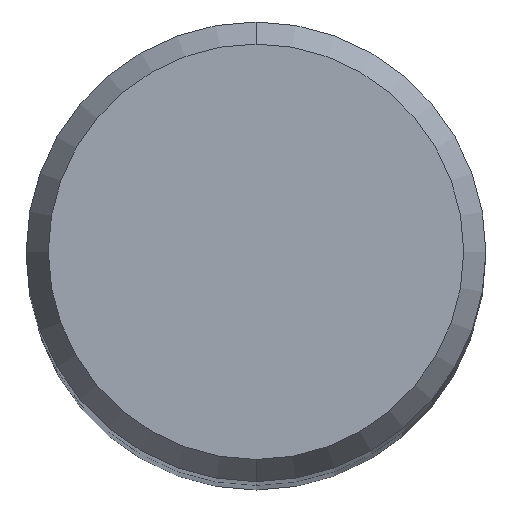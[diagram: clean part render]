
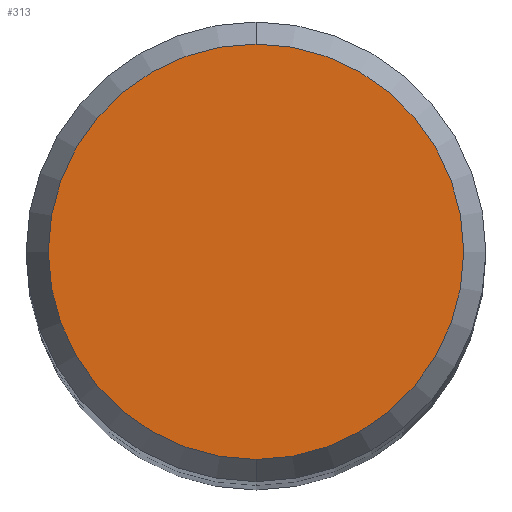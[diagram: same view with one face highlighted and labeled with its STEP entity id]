
A CAD part, top view. The second image highlights one B-rep face of the part: STEP entity #313.
In plain terms, the highlighted planar face has unit normal (0, 0, 1).
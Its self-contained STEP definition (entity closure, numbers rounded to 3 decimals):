
#281=EDGE_CURVE('',#349,#425,#583,.T.);
#313=ADVANCED_FACE('',(#618),#619,.T.);
#349=VERTEX_POINT('',#660);
#407=EDGE_CURVE('',#425,#349,#723,.T.);
#425=VERTEX_POINT('',#743);
#583=CIRCLE('',#1064,5.423);
#618=FACE_OUTER_BOUND('',#1108,.T.);
#619=PLANE('',#1109);
#660=CARTESIAN_POINT('',(0.,-5.423,54.913));
#723=CIRCLE('',#1329,5.423);
#743=CARTESIAN_POINT('',(0.0,5.423,54.913));
#1064=AXIS2_PLACEMENT_3D('',#1534,#1535,#1536);
#1108=EDGE_LOOP('',(#1576,#1577));
#1109=AXIS2_PLACEMENT_3D('',#1578,#1579,#1580);
#1329=AXIS2_PLACEMENT_3D('',#1704,#1705,#1706);
#1534=CARTESIAN_POINT('',(0.0,0.0,54.913));
#1535=DIRECTION('',(0.0,0.0,-1.0));
#1536=DIRECTION('',(0.0,1.0,0.0));
#1576=ORIENTED_EDGE('',*,*,#407,.F.);
#1577=ORIENTED_EDGE('',*,*,#281,.F.);
#1578=CARTESIAN_POINT('',(0.0,2.711,54.913));
#1579=DIRECTION('',(-0.0,0.0,1.0));
#1580=DIRECTION('',(0.0,-1.0,0.0));
#1704=CARTESIAN_POINT('',(0.0,0.0,54.913));
#1705=DIRECTION('',(0.0,0.0,-1.0));
#1706=DIRECTION('',(0.0,1.0,0.0));
